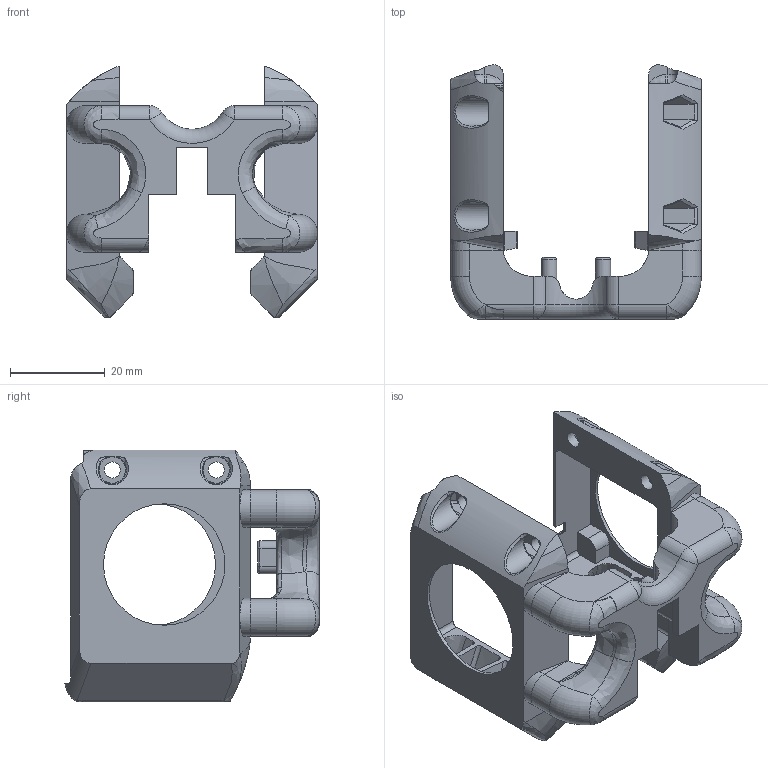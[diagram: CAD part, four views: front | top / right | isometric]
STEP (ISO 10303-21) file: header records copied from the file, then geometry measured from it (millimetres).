
FILE_DESCRIPTION(/* description */ (''),/* implementation_level */ '2;1');
FILE_NAME(/* name */ 'Mount.step',/* time_stamp */ '2021-01-22T00:55:07-08:00',/* author */ (''),/* organization */ (''),/* preprocessor_version */ 'ST-DEVELOPER v18.1',/* originating_system */ 'Autodesk Translation Framework v9.7.0.1280',/* authorisation */ '');
FILE_SCHEMA (('AUTOMOTIVE_DESIGN { 1 0 10303 214 3 1 1 }'));
Products named in the file (5): Mount; RightDuct; LeftDuct; ProbeMount; Magnets
Assembly tree (4 placements, depth 2):
  Mount
    RightDuct
    LeftDuct
    ProbeMount
    Magnets
Bounding box: 53.06 x 53.84 x 53.3 mm (x, y, z)
Volume: 22372.9 mm3; surface area: 19188.9 mm2
Topology: 11 solids, 11 shells, 421 faces, 1089 edges, 683 vertices
Faces by surface type: plane 171, cylinder 117, bspline 103, torus 17, cone 8, sphere 5
Full cylindrical faces by diameter (mm): 3.4 x4, 6.2 x16, 25.7 x2
Entity records: 36058 total; most frequent: CARTESIAN_POINT 26381, ORIENTED_EDGE 2144, DIRECTION 1740, EDGE_CURVE 1072, VERTEX_POINT 683, AXIS2_PLACEMENT_3D 633, LINE 474, VECTOR 474
